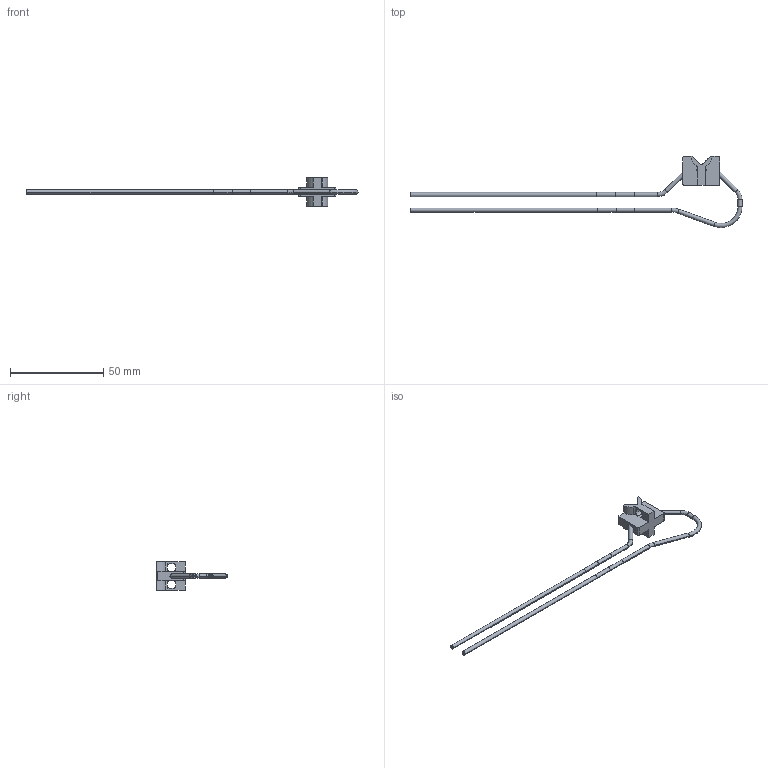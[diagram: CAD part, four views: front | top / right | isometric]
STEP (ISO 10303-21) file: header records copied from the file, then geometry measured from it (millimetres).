
FILE_DESCRIPTION((''),'2;1');
FILE_NAME('166410_ASM','2016-01-05T',('pdmadmin'),(''),'PRO/ENGINEER BY PARAMETRIC TECHNOLOGY CORPORATION, 2013230','PRO/ENGINEER BY PARAMETRIC TECHNOLOGY CORPORATION, 2013230','');
FILE_SCHEMA(('CONFIG_CONTROL_DESIGN'));
Length unit declared in the file: inch
Products named in the file (6): 58187; 51022_CURVED_1; 51022_CURVED_2; 66734; 51022; 166410_ASM
Assembly tree (7 placements, depth 2):
  166410_ASM
    58187
    51022_CURVED_1
    51022_CURVED_2
    66734  x2
    51022  x2
Bounding box: 177.79 x 38.08 x 15.24 mm (x, y, z)
Volume: 3297.4 mm3; surface area: 5307.6 mm2
Topology: 7 solids, 9 shells, 116 faces, 280 edges, 176 vertices
Faces by surface type: cylinder 65, plane 35, torus 8, bspline 8
Entity records: 3257 total; most frequent: CARTESIAN_POINT 794, DIRECTION 528, ORIENTED_EDGE 464, EDGE_CURVE 234, AXIS2_PLACEMENT_3D 206, VERTEX_POINT 148, VECTOR 116, LINE 116
